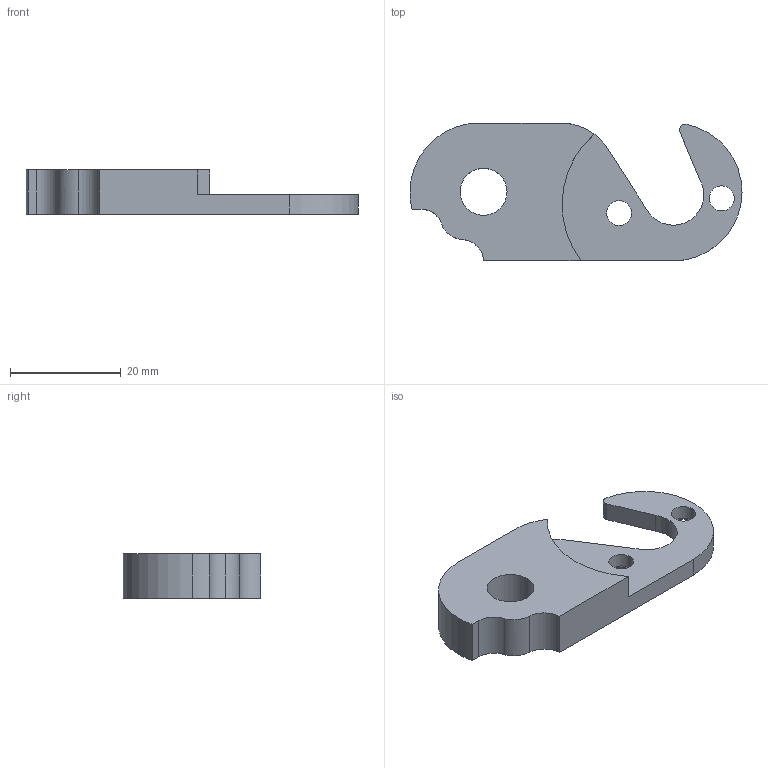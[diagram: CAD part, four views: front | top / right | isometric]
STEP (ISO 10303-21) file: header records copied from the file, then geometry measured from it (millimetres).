
FILE_DESCRIPTION (( 'STEP AP203' ), '1' );
FILE_NAME ('patte derailleur.STEP', '2020-11-08T11:43:57', ( '' ), ( '' ), 'SwSTEP 2.0', 'SolidWorks 2015', '' );
FILE_SCHEMA (( 'CONFIG_CONTROL_DESIGN' ));
Length unit declared in the file: millimetre
Products named in the file (1): patte derailleur
Bounding box: 60 x 24.91 x 8 mm (x, y, z)
Volume: 5958.5 mm3; surface area: 3376.2 mm2
Topology: 1 solids, 1 shells, 29 faces, 77 edges, 50 vertices
Faces by surface type: cylinder 16, plane 8, cone 4, bspline 1
Entity records: 1011 total; most frequent: DIRECTION 170, CARTESIAN_POINT 170, ORIENTED_EDGE 154, EDGE_CURVE 77, AXIS2_PLACEMENT_3D 66, VERTEX_POINT 50, LINE 38, VECTOR 38
